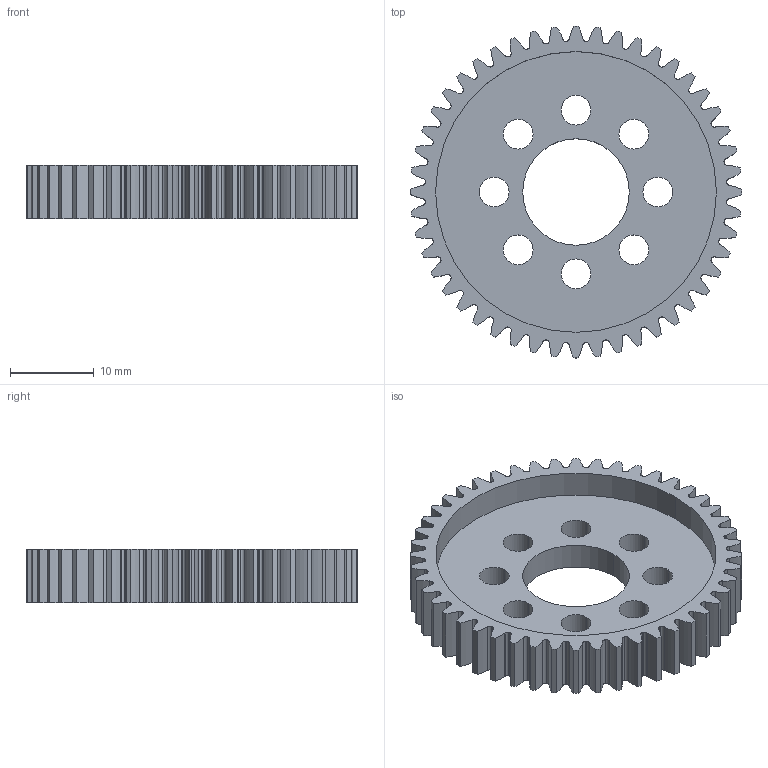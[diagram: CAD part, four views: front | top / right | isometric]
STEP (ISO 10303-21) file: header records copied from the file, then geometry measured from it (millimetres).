
FILE_DESCRIPTION (( 'STEP AP203' ), '1' );
FILE_NAME ('615190.STEP', '2016-10-04T20:21:11', ( '' ), ( '' ), 'SwSTEP 2.0', 'SolidWorks 2014', '' );
FILE_SCHEMA (( 'CONFIG_CONTROL_DESIGN' ));
Length unit declared in the file: millimetre
Products named in the file (1): 615190
Bounding box: 39.69 x 39.69 x 6.35 mm (x, y, z)
Volume: 3734.4 mm3; surface area: 4083.4 mm2
Topology: 1 solids, 1 shells, 408 faces, 1215 edges, 810 vertices
Faces by surface type: bspline 192, cylinder 117, plane 99
Entity records: 19890 total; most frequent: CARTESIAN_POINT 9922, ORIENTED_EDGE 2430, DIRECTION 1499, EDGE_CURVE 1215, VERTEX_POINT 810, LINE 597, VECTOR 597, AXIS2_PLACEMENT_3D 451
